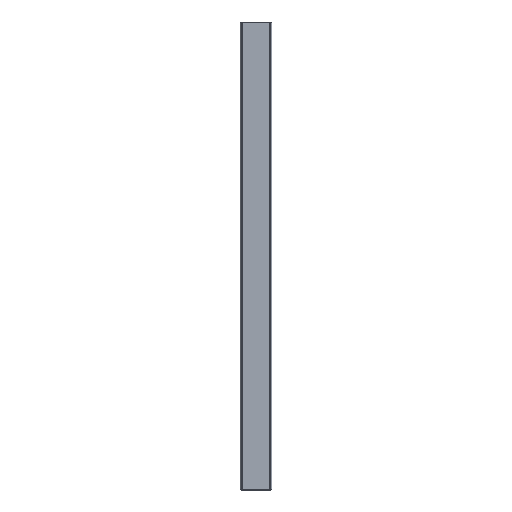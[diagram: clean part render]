
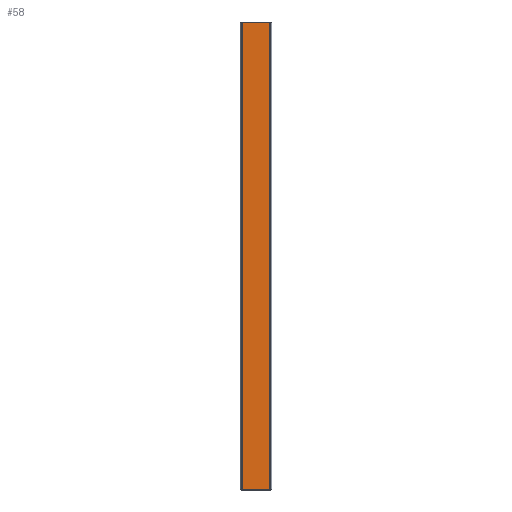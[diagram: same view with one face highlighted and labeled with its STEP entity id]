
A CAD part, top view. The second image highlights one B-rep face of the part: STEP entity #58.
In plain terms, the highlighted planar face has unit normal (0, 0, 1).
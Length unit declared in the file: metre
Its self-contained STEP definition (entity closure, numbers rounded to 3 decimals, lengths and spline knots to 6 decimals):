
#58 = ADVANCED_FACE( '', ( #125 ), #126, .F. );
#125 = FACE_OUTER_BOUND( '', #198, .T. );
#126 = PLANE( '', #199 );
#198 = EDGE_LOOP( '', ( #311, #312, #313, #314 ) );
#199 = AXIS2_PLACEMENT_3D( '', #315, #316, #317 );
#311 = ORIENTED_EDGE( '', *, *, #471, .F. );
#312 = ORIENTED_EDGE( '', *, *, #458, .T. );
#313 = ORIENTED_EDGE( '', *, *, #494, .T. );
#314 = ORIENTED_EDGE( '', *, *, #495, .T. );
#315 = CARTESIAN_POINT( '', ( 0., 1.046, -0.0385 ) );
#316 = DIRECTION( '', ( 0., 0., -1. ) );
#317 = DIRECTION( '', ( 0., -1., 0. ) );
#458 = EDGE_CURVE( '', #538, #542, #544, .T. );
#471 = EDGE_CURVE( '', #538, #566, #567, .T. );
#494 = EDGE_CURVE( '', #542, #604, #605, .T. );
#495 = EDGE_CURVE( '', #604, #566, #606, .T. );
#538 = VERTEX_POINT( '', #660 );
#542 = VERTEX_POINT( '', #665 );
#544 = LINE( '', #667, #668 );
#566 = VERTEX_POINT( '', #698 );
#567 = LINE( '', #699, #700 );
#604 = VERTEX_POINT( '', #748 );
#605 = LINE( '', #749, #750 );
#606 = LINE( '', #751, #752 );
#660 = CARTESIAN_POINT( '', ( 0.002, 1.046, -0.0385 ) );
#665 = CARTESIAN_POINT( '', ( 0.002, 0., -0.0385 ) );
#667 = CARTESIAN_POINT( '', ( 0.002, 1.046, -0.0385 ) );
#668 = VECTOR( '', #831, 1. );
#698 = CARTESIAN_POINT( '', ( 0.068, 1.046, -0.0385 ) );
#699 = CARTESIAN_POINT( '', ( 0.002, 1.046, -0.0385 ) );
#700 = VECTOR( '', #846, 1. );
#748 = CARTESIAN_POINT( '', ( 0.068, 0., -0.0385 ) );
#749 = CARTESIAN_POINT( '', ( 0.002, 0., -0.0385 ) );
#750 = VECTOR( '', #879, 1. );
#751 = CARTESIAN_POINT( '', ( 0.068, 0., -0.0385 ) );
#752 = VECTOR( '', #880, 1. );
#831 = DIRECTION( '', ( 0., -1., 0. ) );
#846 = DIRECTION( '', ( 1., 0., 0. ) );
#879 = DIRECTION( '', ( 1., 0., 0. ) );
#880 = DIRECTION( '', ( 0., 1., 0. ) );
